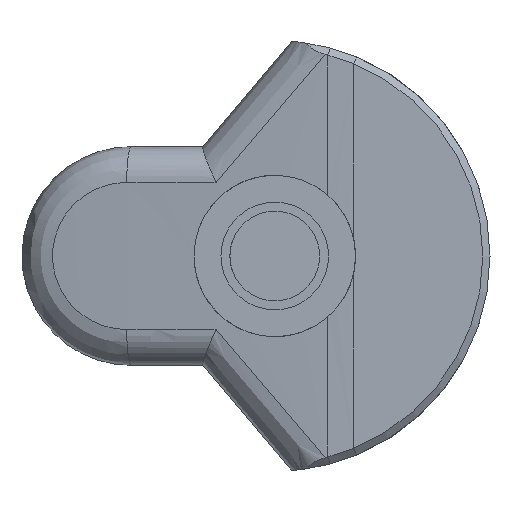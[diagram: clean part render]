
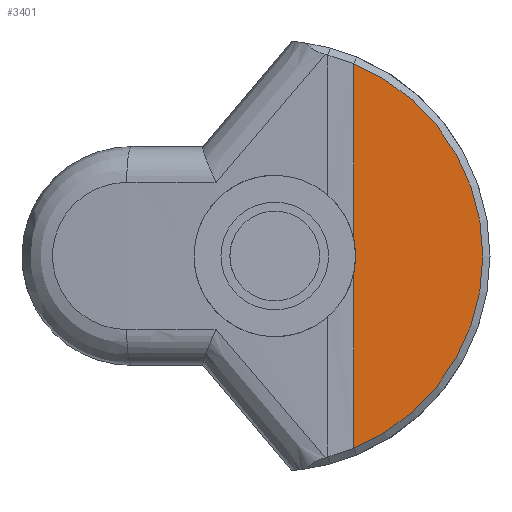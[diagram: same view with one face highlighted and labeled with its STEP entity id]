
A CAD part, left-side view. The second image highlights one B-rep face of the part: STEP entity #3401.
In plain terms, the highlighted planar face has unit normal (-1, 0, 0).
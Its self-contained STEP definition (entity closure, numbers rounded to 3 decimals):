
#19 = FACE_OUTER_BOUND ( 'NONE', #3520, .T. ) ;
#28 = VECTOR ( 'NONE', #831, 1000. ) ;
#75 = EDGE_CURVE ( 'NONE', #1370, #423, #1637, .T. ) ;
#167 = DIRECTION ( 'NONE',  ( 1., 0., 0. ) ) ;
#423 = VERTEX_POINT ( 'NONE', #1916 ) ;
#429 = AXIS2_PLACEMENT_3D ( 'NONE', #3913, #167, #1108 ) ;
#487 = CIRCLE ( 'NONE', #2539, 22.5 ) ;
#711 = ORIENTED_EDGE ( 'NONE', *, *, #3114, .F. ) ;
#831 = DIRECTION ( 'NONE',  ( 0., 0., 1. ) ) ;
#923 = LINE ( 'NONE', #2185, #28 ) ;
#958 = AXIS2_PLACEMENT_3D ( 'NONE', #1934, #1257, #1278 ) ;
#982 = PLANE ( 'NONE',  #958 ) ;
#983 = ORIENTED_EDGE ( 'NONE', *, *, #75, .F. ) ;
#1088 = CARTESIAN_POINT ( 'NONE',  ( -37., -40., 0. ) ) ;
#1108 = DIRECTION ( 'NONE',  ( 0., 0., -1. ) ) ;
#1129 = DIRECTION ( 'NONE',  ( 0., 0., -1. ) ) ;
#1172 = VERTEX_POINT ( 'NONE', #1937 ) ;
#1257 = DIRECTION ( 'NONE',  ( -1., 0., 0. ) ) ;
#1278 = DIRECTION ( 'NONE',  ( 0., 0., -1. ) ) ;
#1370 = VERTEX_POINT ( 'NONE', #3104 ) ;
#1484 = CARTESIAN_POINT ( 'NONE',  ( -37., -62.017, 57.077 ) ) ;
#1637 = CIRCLE ( 'NONE', #429, 58. ) ;
#1916 = CARTESIAN_POINT ( 'NONE',  ( -37., -62.017, -53.659 ) ) ;
#1929 = EDGE_CURVE ( 'NONE', #423, #1956, #4018, .T. ) ;
#1934 = CARTESIAN_POINT ( 'NONE',  ( -37., 0., 0. ) ) ;
#1937 = CARTESIAN_POINT ( 'NONE',  ( -37., -62.017, 4.636 ) ) ;
#1956 = VERTEX_POINT ( 'NONE', #3753 ) ;
#1977 = ORIENTED_EDGE ( 'NONE', *, *, #3305, .F. ) ;
#2107 = DIRECTION ( 'NONE',  ( 0., 0., 1. ) ) ;
#2185 = CARTESIAN_POINT ( 'NONE',  ( -37., -62.017, 57.077 ) ) ;
#2369 = DIRECTION ( 'NONE',  ( -1., 0., 0. ) ) ;
#2539 = AXIS2_PLACEMENT_3D ( 'NONE', #1088, #2369, #1129 ) ;
#2557 = VECTOR ( 'NONE', #2107, 1000. ) ;
#3104 = CARTESIAN_POINT ( 'NONE',  ( -37., -62.017, 53.659 ) ) ;
#3114 = EDGE_CURVE ( 'NONE', #1956, #1172, #487, .T. ) ;
#3283 = ORIENTED_EDGE ( 'NONE', *, *, #1929, .F. ) ;
#3305 = EDGE_CURVE ( 'NONE', #1172, #1370, #923, .T. ) ;
#3401 = ADVANCED_FACE ( 'NONE', ( #19 ), #982, .T. ) ;
#3520 = EDGE_LOOP ( 'NONE', ( #711, #3283, #983, #1977 ) ) ;
#3753 = CARTESIAN_POINT ( 'NONE',  ( -37., -62.017, -4.636 ) ) ;
#3913 = CARTESIAN_POINT ( 'NONE',  ( -37., -40., 0. ) ) ;
#4018 = LINE ( 'NONE', #1484, #2557 ) ;
